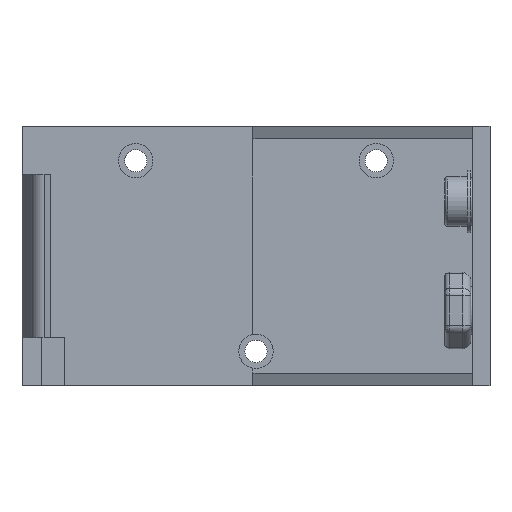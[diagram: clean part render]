
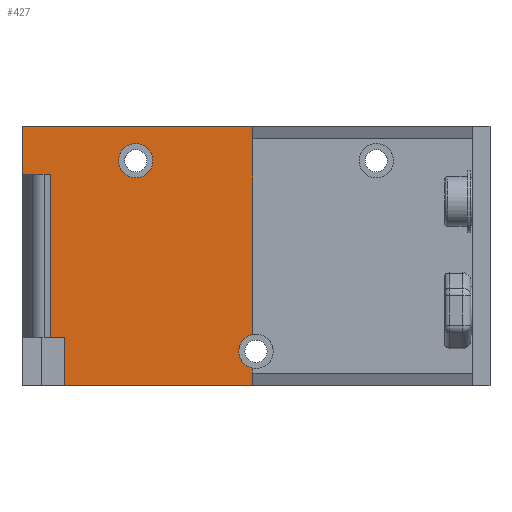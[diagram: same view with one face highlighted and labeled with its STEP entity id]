
A CAD part, top view. The second image highlights one B-rep face of the part: STEP entity #427.
In plain terms, the highlighted planar face has unit normal (0, 0, 1).
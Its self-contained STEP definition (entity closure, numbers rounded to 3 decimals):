
#24 = VERTEX_POINT('',#25);
#25 = CARTESIAN_POINT('',(-52.15,21.45,4.));
#31 = EDGE_CURVE('',#24,#32,#34,.T.);
#32 = VERTEX_POINT('',#33);
#33 = CARTESIAN_POINT('',(-25.25,21.45,4.));
#34 = LINE('',#35,#36);
#35 = CARTESIAN_POINT('',(-52.15,21.45,4.));
#36 = VECTOR('',#37,1.);
#37 = DIRECTION('',(1.,0.,0.));
#104 = VERTEX_POINT('',#105);
#105 = CARTESIAN_POINT('',(-52.15,15.85,4.));
#111 = EDGE_CURVE('',#104,#24,#112,.T.);
#112 = LINE('',#113,#114);
#113 = CARTESIAN_POINT('',(-52.15,-8.75,4.));
#114 = VECTOR('',#115,1.);
#115 = DIRECTION('',(0.,1.,0.));
#427 = ADVANCED_FACE('',(#428,#511),#522,.F.);
#428 = FACE_BOUND('',#429,.F.);
#429 = EDGE_LOOP('',(#430,#440,#448,#456,#464,#472,#478,#479,#480,#488,
    #496,#505));
#430 = ORIENTED_EDGE('',*,*,#431,.F.);
#431 = EDGE_CURVE('',#432,#434,#436,.T.);
#432 = VERTEX_POINT('',#433);
#433 = CARTESIAN_POINT('',(-25.25,-8.75,4.));
#434 = VERTEX_POINT('',#435);
#435 = CARTESIAN_POINT('',(-25.25,-7.3,4.));
#436 = LINE('',#437,#438);
#437 = CARTESIAN_POINT('',(-25.25,-8.75,4.));
#438 = VECTOR('',#439,1.);
#439 = DIRECTION('',(0.,1.,0.));
#440 = ORIENTED_EDGE('',*,*,#441,.T.);
#441 = EDGE_CURVE('',#432,#442,#444,.T.);
#442 = VERTEX_POINT('',#443);
#443 = CARTESIAN_POINT('',(-47.15,-8.75,4.));
#444 = LINE('',#445,#446);
#445 = CARTESIAN_POINT('',(2.35,-8.75,4.));
#446 = VECTOR('',#447,1.);
#447 = DIRECTION('',(-1.,0.,0.));
#448 = ORIENTED_EDGE('',*,*,#449,.T.);
#449 = EDGE_CURVE('',#442,#450,#452,.T.);
#450 = VERTEX_POINT('',#451);
#451 = CARTESIAN_POINT('',(-47.15,-3.15,4.));
#452 = LINE('',#453,#454);
#453 = CARTESIAN_POINT('',(-47.15,-8.75,4.));
#454 = VECTOR('',#455,1.);
#455 = DIRECTION('',(0.,1.,0.));
#456 = ORIENTED_EDGE('',*,*,#457,.F.);
#457 = EDGE_CURVE('',#458,#450,#460,.T.);
#458 = VERTEX_POINT('',#459);
#459 = CARTESIAN_POINT('',(-49.85,-3.15,4.));
#460 = LINE('',#461,#462);
#461 = CARTESIAN_POINT('',(-52.15,-3.15,4.));
#462 = VECTOR('',#463,1.);
#463 = DIRECTION('',(1.,0.,0.));
#464 = ORIENTED_EDGE('',*,*,#465,.T.);
#465 = EDGE_CURVE('',#458,#466,#468,.T.);
#466 = VERTEX_POINT('',#467);
#467 = CARTESIAN_POINT('',(-49.85,15.85,4.));
#468 = LINE('',#469,#470);
#469 = CARTESIAN_POINT('',(-49.85,-8.75,4.));
#470 = VECTOR('',#471,1.);
#471 = DIRECTION('',(0.,1.,0.));
#472 = ORIENTED_EDGE('',*,*,#473,.T.);
#473 = EDGE_CURVE('',#466,#104,#474,.T.);
#474 = LINE('',#475,#476);
#475 = CARTESIAN_POINT('',(-49.85,15.85,4.));
#476 = VECTOR('',#477,1.);
#477 = DIRECTION('',(-1.,0.,0.));
#478 = ORIENTED_EDGE('',*,*,#111,.T.);
#479 = ORIENTED_EDGE('',*,*,#31,.T.);
#480 = ORIENTED_EDGE('',*,*,#481,.F.);
#481 = EDGE_CURVE('',#482,#32,#484,.T.);
#482 = VERTEX_POINT('',#483);
#483 = CARTESIAN_POINT('',(-25.25,20.,4.));
#484 = LINE('',#485,#486);
#485 = CARTESIAN_POINT('',(-25.25,20.,4.));
#486 = VECTOR('',#487,1.);
#487 = DIRECTION('',(0.,1.,0.));
#488 = ORIENTED_EDGE('',*,*,#489,.F.);
#489 = EDGE_CURVE('',#490,#482,#492,.T.);
#490 = VERTEX_POINT('',#491);
#491 = CARTESIAN_POINT('',(-25.25,-2.781,4.));
#492 = LINE('',#493,#494);
#493 = CARTESIAN_POINT('',(-25.25,-8.75,4.));
#494 = VECTOR('',#495,1.);
#495 = DIRECTION('',(0.,1.,0.));
#496 = ORIENTED_EDGE('',*,*,#497,.T.);
#497 = EDGE_CURVE('',#490,#498,#500,.T.);
#498 = VERTEX_POINT('',#499);
#499 = CARTESIAN_POINT('',(-25.25,-6.719,4.));
#500 = CIRCLE('',#501,2.);
#501 = AXIS2_PLACEMENT_3D('',#502,#503,#504);
#502 = CARTESIAN_POINT('',(-24.9,-4.75,4.));
#503 = DIRECTION('',(0.,0.,1.));
#504 = DIRECTION('',(1.,0.,0.));
#505 = ORIENTED_EDGE('',*,*,#506,.F.);
#506 = EDGE_CURVE('',#434,#498,#507,.T.);
#507 = LINE('',#508,#509);
#508 = CARTESIAN_POINT('',(-25.25,-8.75,4.));
#509 = VECTOR('',#510,1.);
#510 = DIRECTION('',(0.,1.,0.));
#511 = FACE_BOUND('',#512,.F.);
#512 = EDGE_LOOP('',(#513));
#513 = ORIENTED_EDGE('',*,*,#514,.T.);
#514 = EDGE_CURVE('',#515,#515,#517,.T.);
#515 = VERTEX_POINT('',#516);
#516 = CARTESIAN_POINT('',(-36.9,17.45,4.));
#517 = CIRCLE('',#518,2.);
#518 = AXIS2_PLACEMENT_3D('',#519,#520,#521);
#519 = CARTESIAN_POINT('',(-38.9,17.45,4.));
#520 = DIRECTION('',(0.,0.,1.));
#521 = DIRECTION('',(1.,0.,0.));
#522 = PLANE('',#523);
#523 = AXIS2_PLACEMENT_3D('',#524,#525,#526);
#524 = CARTESIAN_POINT('',(-24.9,6.35,4.));
#525 = DIRECTION('',(-0.,-0.,-1.));
#526 = DIRECTION('',(-1.,0.,0.));
